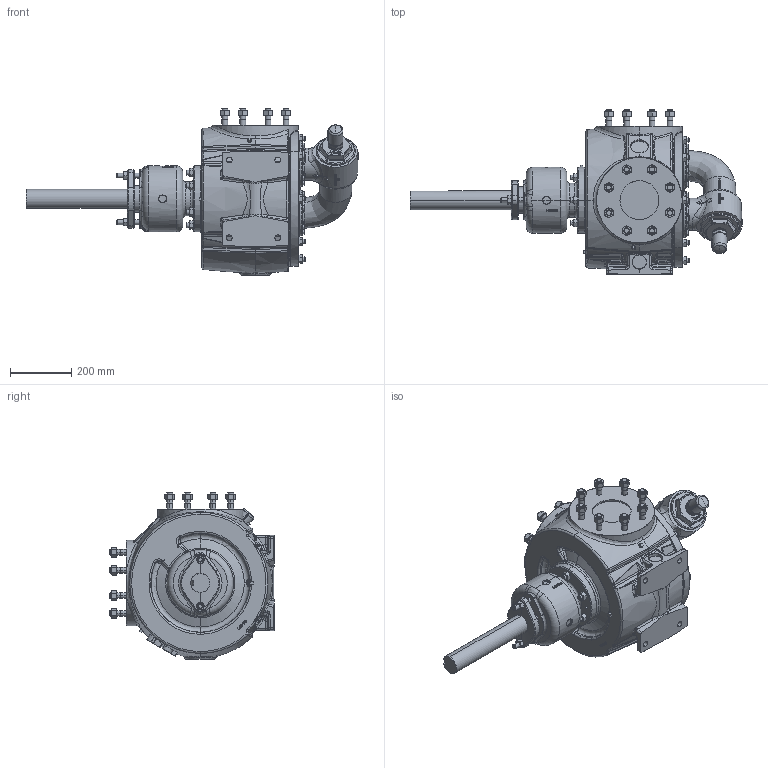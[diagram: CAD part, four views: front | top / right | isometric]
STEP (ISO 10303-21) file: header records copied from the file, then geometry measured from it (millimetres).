
FILE_DESCRIPTION (( 'STEP AP214' ), '1' );
FILE_NAME ('N34.STEP', '2016-11-07T16:57:35', ( '' ), ( '' ), 'SwSTEP 2.0', 'SolidWorks 2015', '' );
FILE_SCHEMA (( 'AUTOMOTIVE_DESIGN' ));
Length unit declared in the file: inch
Products named in the file (2): N34
Bounding box: 1084.39 x 536.58 x 545.41 mm (x, y, z)
Volume: 68105859 mm3; surface area: 1557444.3 mm2
Topology: 1 solids, 1 shells, 3346 faces, 8136 edges, 4955 vertices
Faces by surface type: plane 1079, bspline 858, cone 720, cylinder 467, torus 161, sphere 61
Entity records: 192733 total; most frequent: CARTESIAN_POINT 103445, ORIENTED_EDGE 16112, DIRECTION 11950, EDGE_CURVE 8056, VERTEX_POINT 4951, AXIS2_PLACEMENT_3D 4787, EDGE_LOOP 3599, FACE_OUTER_BOUND 3346
